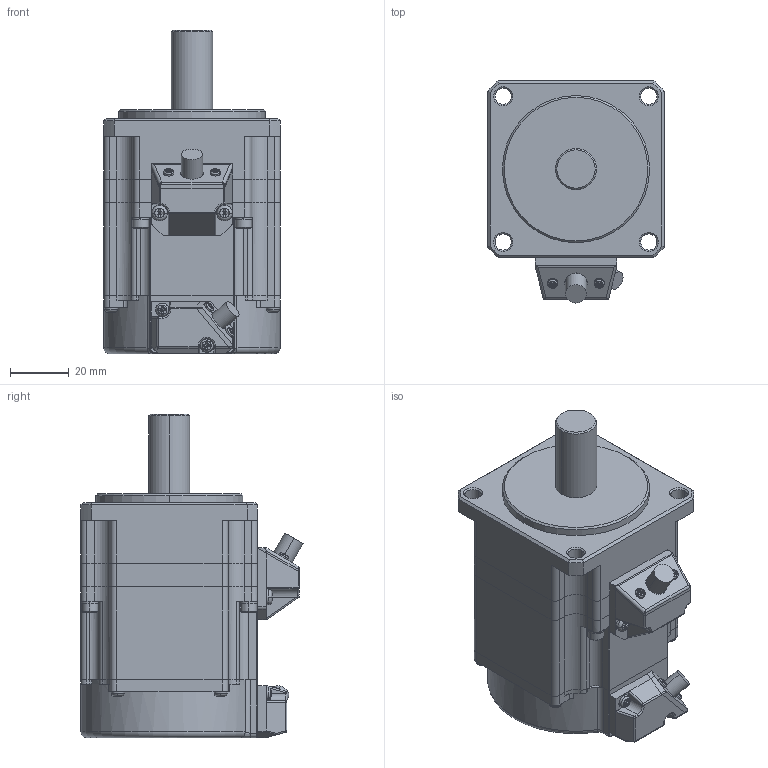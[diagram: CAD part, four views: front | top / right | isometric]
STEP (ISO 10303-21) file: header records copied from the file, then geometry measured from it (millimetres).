
FILE_DESCRIPTION(('Creo Elements/Direct Modeling STEP Export'),'2;1');
FILE_NAME('TSM3201BK有.stp','2019-02-18T14:07:59',(''),(''),'Creo Elements/Direct Modeling STEP processor for AP214 (Solid Model)','Creo Elements/Direct Modeling 17.0F 20-Aug-2012 (C) Parametric Technology GmbH','');
FILE_SCHEMA(('AUTOMOTIVE_DESIGN { 1 0 10303 214 1 1 1 1 }'));
Length unit declared in the file: millimetre
Products named in the file (2): TSM3201N7000
Assembly tree (1 placements, depth 2):
  TSM3201N7000
    TSM3201N7000
Bounding box: 60 x 75.5 x 109.9 mm (x, y, z)
Volume: 269592.3 mm3; surface area: 28951.2 mm2
Topology: 1 solids, 3 shells, 929 faces, 2229 edges, 1314 vertices
Faces by surface type: plane 421, cylinder 233, bspline 116, cone 92, torus 37, sphere 30
Entity records: 31516 total; most frequent: CARTESIAN_POINT 8703, ORIENTED_EDGE 4430, DIRECTION 3838, EDGE_CURVE 2215, AXIS2_PLACEMENT_3D 1473, VERTEX_POINT 1314, EDGE_LOOP 963, FACE_OUTER_BOUND 929
